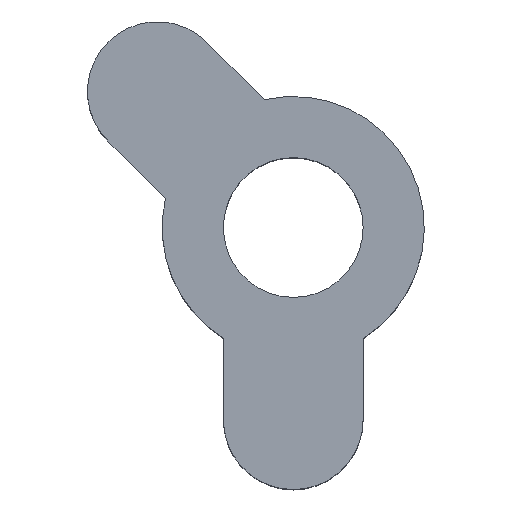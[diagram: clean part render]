
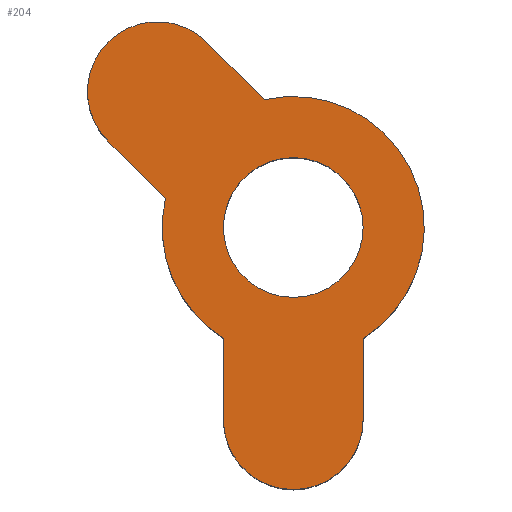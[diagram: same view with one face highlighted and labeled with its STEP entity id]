
A CAD part, top view. The second image highlights one B-rep face of the part: STEP entity #204.
In plain terms, the highlighted planar face has unit normal (0, 0, 1).
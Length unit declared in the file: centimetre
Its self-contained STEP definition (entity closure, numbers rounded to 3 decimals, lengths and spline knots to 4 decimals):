
#15=FACE_BOUND('',#44,.T.);
#21=PLANE('',#248);
#32=FACE_OUTER_BOUND('',#43,.T.);
#43=EDGE_LOOP('',(#172,#173,#174,#175,#176,#177,#178,#179));
#44=EDGE_LOOP('',(#180));
#50=LINE('',#325,#67);
#54=LINE('',#337,#71);
#58=LINE('',#349,#75);
#62=LINE('',#361,#79);
#67=VECTOR('',#263,1.);
#71=VECTOR('',#275,1.);
#75=VECTOR('',#287,1.);
#79=VECTOR('',#299,1.);
#81=CIRCLE('',#230,0.2);
#84=CIRCLE('',#235,0.375);
#86=CIRCLE('',#239,0.2);
#88=CIRCLE('',#243,0.375);
#90=CIRCLE('',#247,0.2);
#91=VERTEX_POINT('',#313);
#95=VERTEX_POINT('',#322);
#96=VERTEX_POINT('',#324);
#98=VERTEX_POINT('',#330);
#100=VERTEX_POINT('',#336);
#102=VERTEX_POINT('',#342);
#104=VERTEX_POINT('',#348);
#106=VERTEX_POINT('',#354);
#108=VERTEX_POINT('',#360);
#109=EDGE_CURVE('',#91,#91,#81,.T.);
#114=EDGE_CURVE('',#96,#95,#50,.T.);
#117=EDGE_CURVE('',#98,#96,#84,.T.);
#120=EDGE_CURVE('',#100,#98,#54,.T.);
#123=EDGE_CURVE('',#102,#100,#86,.T.);
#126=EDGE_CURVE('',#104,#102,#58,.T.);
#129=EDGE_CURVE('',#106,#104,#88,.T.);
#132=EDGE_CURVE('',#108,#106,#62,.T.);
#135=EDGE_CURVE('',#95,#108,#90,.T.);
#172=ORIENTED_EDGE('',*,*,#135,.T.);
#173=ORIENTED_EDGE('',*,*,#132,.T.);
#174=ORIENTED_EDGE('',*,*,#129,.T.);
#175=ORIENTED_EDGE('',*,*,#126,.T.);
#176=ORIENTED_EDGE('',*,*,#123,.T.);
#177=ORIENTED_EDGE('',*,*,#120,.T.);
#178=ORIENTED_EDGE('',*,*,#117,.T.);
#179=ORIENTED_EDGE('',*,*,#114,.T.);
#180=ORIENTED_EDGE('',*,*,#109,.T.);
#204=ADVANCED_FACE('',(#32,#15),#21,.T.);
#230=AXIS2_PLACEMENT_3D('',#314,#254,#255);
#235=AXIS2_PLACEMENT_3D('',#331,#269,#270);
#239=AXIS2_PLACEMENT_3D('',#343,#281,#282);
#243=AXIS2_PLACEMENT_3D('',#355,#293,#294);
#247=AXIS2_PLACEMENT_3D('',#365,#305,#306);
#248=AXIS2_PLACEMENT_3D('',#366,#307,#308);
#254=DIRECTION('center_axis',(0.,0.,-1.));
#255=DIRECTION('ref_axis',(-1.,0.,0.));
#263=DIRECTION('',(-0.707,0.707,0.));
#269=DIRECTION('center_axis',(0.,0.,1.));
#270=DIRECTION('ref_axis',(1.,0.,0.));
#275=DIRECTION('',(0.,1.,0.));
#281=DIRECTION('center_axis',(0.,0.,1.));
#282=DIRECTION('ref_axis',(-1.,0.,0.));
#287=DIRECTION('',(0.,-1.,0.));
#293=DIRECTION('center_axis',(0.,0.,1.));
#294=DIRECTION('ref_axis',(1.,0.,0.));
#299=DIRECTION('',(0.707,-0.707,0.));
#305=DIRECTION('center_axis',(0.,0.,1.));
#306=DIRECTION('ref_axis',(0.707,0.707,0.));
#307=DIRECTION('center_axis',(0.,0.,1.));
#308=DIRECTION('ref_axis',(1.,0.,0.));
#313=CARTESIAN_POINT('',(1.6346,1.1528,0.7));
#314=CARTESIAN_POINT('Origin',(1.4346,1.1528,0.7));
#322=CARTESIAN_POINT('',(1.1871,1.6832,0.7));
#324=CARTESIAN_POINT('',(1.3517,1.5185,0.7));
#325=CARTESIAN_POINT('',(1.6346,1.2357,0.7));
#330=CARTESIAN_POINT('',(1.6346,0.8356,0.7));
#331=CARTESIAN_POINT('Origin',(1.4346,1.1528,0.7));
#336=CARTESIAN_POINT('',(1.6346,0.6028,0.7));
#337=CARTESIAN_POINT('',(1.6346,0.6028,0.7));
#342=CARTESIAN_POINT('',(1.2346,0.6028,0.7));
#343=CARTESIAN_POINT('Origin',(1.4346,0.6028,0.7));
#348=CARTESIAN_POINT('',(1.2346,0.8356,0.7));
#349=CARTESIAN_POINT('',(1.2346,1.07,0.7));
#354=CARTESIAN_POINT('',(1.0689,1.2357,0.7));
#355=CARTESIAN_POINT('Origin',(1.4346,1.1528,0.7));
#360=CARTESIAN_POINT('',(0.9043,1.4003,0.7));
#361=CARTESIAN_POINT('',(0.9043,1.4003,0.7));
#365=CARTESIAN_POINT('Origin',(1.0457,1.5417,0.7));
#366=CARTESIAN_POINT('Origin',(1.3277,1.0723,0.7));
